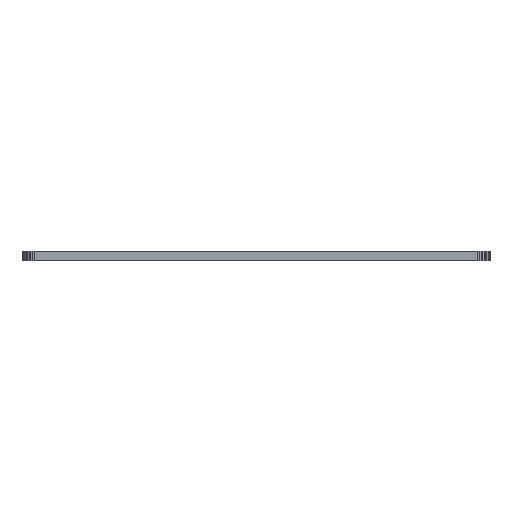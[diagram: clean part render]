
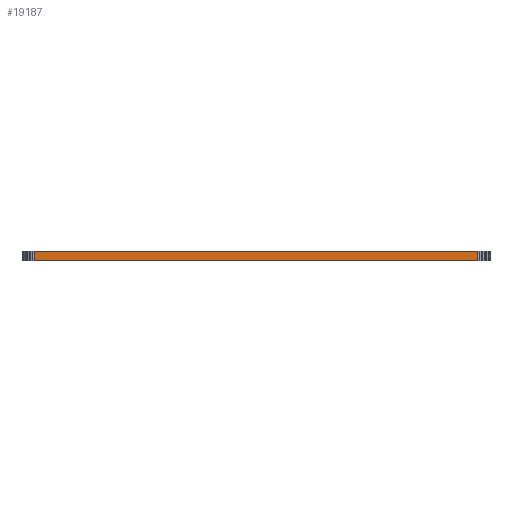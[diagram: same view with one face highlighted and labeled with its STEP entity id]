
A CAD part, left-side view. The second image highlights one B-rep face of the part: STEP entity #19187.
In plain terms, the highlighted planar face has unit normal (-1, 0, 0).
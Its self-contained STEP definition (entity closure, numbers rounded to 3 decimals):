
#83 = PLANE('',#84);
#84 = AXIS2_PLACEMENT_3D('',#85,#86,#87);
#85 = CARTESIAN_POINT('',(114.3,-28.575,1.58));
#86 = DIRECTION('',(-0.,-0.,-1.));
#87 = DIRECTION('',(-1.,0.,0.));
#137 = PLANE('',#138);
#138 = AXIS2_PLACEMENT_3D('',#139,#140,#141);
#139 = CARTESIAN_POINT('',(114.3,-28.575,0.));
#140 = DIRECTION('',(-0.,-0.,-1.));
#141 = DIRECTION('',(-1.,0.,0.));
#1170 = VERTEX_POINT('',#1171);
#1171 = CARTESIAN_POINT('',(-14.288,-64.675,0.));
#1185 = PLANE('',#1186);
#1186 = AXIS2_PLACEMENT_3D('',#1187,#1188,#1189);
#1187 = CARTESIAN_POINT('',(-14.267,-64.96,0.));
#1188 = DIRECTION('',(-0.997,-0.071,0.));
#1189 = DIRECTION('',(-0.071,0.997,0.));
#1197 = EDGE_CURVE('',#1170,#1198,#1200,.T.);
#1198 = VERTEX_POINT('',#1199);
#1199 = CARTESIAN_POINT('',(-14.287,7.525,0.));
#1200 = SURFACE_CURVE('',#1201,(#1205,#1212),.PCURVE_S1.);
#1201 = LINE('',#1202,#1203);
#1202 = CARTESIAN_POINT('',(-14.288,-64.675,0.));
#1203 = VECTOR('',#1204,1.);
#1204 = DIRECTION('',(0.,1.,0.));
#1205 = PCURVE('',#137,#1206);
#1206 = DEFINITIONAL_REPRESENTATION('',(#1207),#1211);
#1207 = LINE('',#1208,#1209);
#1208 = CARTESIAN_POINT('',(128.588,-36.1));
#1209 = VECTOR('',#1210,1.);
#1210 = DIRECTION('',(0.,1.));
#1211 = ( GEOMETRIC_REPRESENTATION_CONTEXT(2) 
PARAMETRIC_REPRESENTATION_CONTEXT() REPRESENTATION_CONTEXT('2D SPACE',''
  ) );
#1212 = PCURVE('',#1213,#1218);
#1213 = PLANE('',#1214);
#1214 = AXIS2_PLACEMENT_3D('',#1215,#1216,#1217);
#1215 = CARTESIAN_POINT('',(-14.288,-64.675,0.));
#1216 = DIRECTION('',(-1.,0.,0.));
#1217 = DIRECTION('',(0.,1.,0.));
#1218 = DEFINITIONAL_REPRESENTATION('',(#1219),#1223);
#1219 = LINE('',#1220,#1221);
#1220 = CARTESIAN_POINT('',(0.,0.));
#1221 = VECTOR('',#1222,1.);
#1222 = DIRECTION('',(1.,0.));
#1223 = ( GEOMETRIC_REPRESENTATION_CONTEXT(2) 
PARAMETRIC_REPRESENTATION_CONTEXT() REPRESENTATION_CONTEXT('2D SPACE',''
  ) );
#1241 = PLANE('',#1242);
#1242 = AXIS2_PLACEMENT_3D('',#1243,#1244,#1245);
#1243 = CARTESIAN_POINT('',(-14.287,7.525,0.));
#1244 = DIRECTION('',(-0.997,0.071,0.));
#1245 = DIRECTION('',(0.071,0.997,0.));
#11002 = VERTEX_POINT('',#11003);
#11003 = CARTESIAN_POINT('',(-14.288,-64.675,1.58));
#11024 = EDGE_CURVE('',#11002,#11025,#11027,.T.);
#11025 = VERTEX_POINT('',#11026);
#11026 = CARTESIAN_POINT('',(-14.287,7.525,1.58));
#11027 = SURFACE_CURVE('',#11028,(#11032,#11039),.PCURVE_S1.);
#11028 = LINE('',#11029,#11030);
#11029 = CARTESIAN_POINT('',(-14.288,-64.675,1.58));
#11030 = VECTOR('',#11031,1.);
#11031 = DIRECTION('',(0.,1.,0.));
#11032 = PCURVE('',#83,#11033);
#11033 = DEFINITIONAL_REPRESENTATION('',(#11034),#11038);
#11034 = LINE('',#11035,#11036);
#11035 = CARTESIAN_POINT('',(128.588,-36.1));
#11036 = VECTOR('',#11037,1.);
#11037 = DIRECTION('',(0.,1.));
#11038 = ( GEOMETRIC_REPRESENTATION_CONTEXT(2) 
PARAMETRIC_REPRESENTATION_CONTEXT() REPRESENTATION_CONTEXT('2D SPACE',''
  ) );
#11039 = PCURVE('',#1213,#11040);
#11040 = DEFINITIONAL_REPRESENTATION('',(#11041),#11045);
#11041 = LINE('',#11042,#11043);
#11042 = CARTESIAN_POINT('',(0.,-1.58));
#11043 = VECTOR('',#11044,1.);
#11044 = DIRECTION('',(1.,0.));
#11045 = ( GEOMETRIC_REPRESENTATION_CONTEXT(2) 
PARAMETRIC_REPRESENTATION_CONTEXT() REPRESENTATION_CONTEXT('2D SPACE',''
  ) );
#19137 = EDGE_CURVE('',#1198,#11025,#19138,.T.);
#19138 = SURFACE_CURVE('',#19139,(#19143,#19150),.PCURVE_S1.);
#19139 = LINE('',#19140,#19141);
#19140 = CARTESIAN_POINT('',(-14.287,7.525,0.));
#19141 = VECTOR('',#19142,1.);
#19142 = DIRECTION('',(0.,0.,1.));
#19143 = PCURVE('',#1241,#19144);
#19144 = DEFINITIONAL_REPRESENTATION('',(#19145),#19149);
#19145 = LINE('',#19146,#19147);
#19146 = CARTESIAN_POINT('',(0.,0.));
#19147 = VECTOR('',#19148,1.);
#19148 = DIRECTION('',(0.,-1.));
#19149 = ( GEOMETRIC_REPRESENTATION_CONTEXT(2) 
PARAMETRIC_REPRESENTATION_CONTEXT() REPRESENTATION_CONTEXT('2D SPACE',''
  ) );
#19150 = PCURVE('',#1213,#19151);
#19151 = DEFINITIONAL_REPRESENTATION('',(#19152),#19156);
#19152 = LINE('',#19153,#19154);
#19153 = CARTESIAN_POINT('',(72.2,0.));
#19154 = VECTOR('',#19155,1.);
#19155 = DIRECTION('',(0.,-1.));
#19156 = ( GEOMETRIC_REPRESENTATION_CONTEXT(2) 
PARAMETRIC_REPRESENTATION_CONTEXT() REPRESENTATION_CONTEXT('2D SPACE',''
  ) );
#19187 = ADVANCED_FACE('',(#19188),#1213,.T.);
#19188 = FACE_BOUND('',#19189,.T.);
#19189 = EDGE_LOOP('',(#19190,#19211,#19212,#19213));
#19190 = ORIENTED_EDGE('',*,*,#19191,.T.);
#19191 = EDGE_CURVE('',#1170,#11002,#19192,.T.);
#19192 = SURFACE_CURVE('',#19193,(#19197,#19204),.PCURVE_S1.);
#19193 = LINE('',#19194,#19195);
#19194 = CARTESIAN_POINT('',(-14.288,-64.675,0.));
#19195 = VECTOR('',#19196,1.);
#19196 = DIRECTION('',(0.,0.,1.));
#19197 = PCURVE('',#1213,#19198);
#19198 = DEFINITIONAL_REPRESENTATION('',(#19199),#19203);
#19199 = LINE('',#19200,#19201);
#19200 = CARTESIAN_POINT('',(0.,0.));
#19201 = VECTOR('',#19202,1.);
#19202 = DIRECTION('',(0.,-1.));
#19203 = ( GEOMETRIC_REPRESENTATION_CONTEXT(2) 
PARAMETRIC_REPRESENTATION_CONTEXT() REPRESENTATION_CONTEXT('2D SPACE',''
  ) );
#19204 = PCURVE('',#1185,#19205);
#19205 = DEFINITIONAL_REPRESENTATION('',(#19206),#19210);
#19206 = LINE('',#19207,#19208);
#19207 = CARTESIAN_POINT('',(0.285,0.));
#19208 = VECTOR('',#19209,1.);
#19209 = DIRECTION('',(0.,-1.));
#19210 = ( GEOMETRIC_REPRESENTATION_CONTEXT(2) 
PARAMETRIC_REPRESENTATION_CONTEXT() REPRESENTATION_CONTEXT('2D SPACE',''
  ) );
#19211 = ORIENTED_EDGE('',*,*,#11024,.T.);
#19212 = ORIENTED_EDGE('',*,*,#19137,.F.);
#19213 = ORIENTED_EDGE('',*,*,#1197,.F.);
